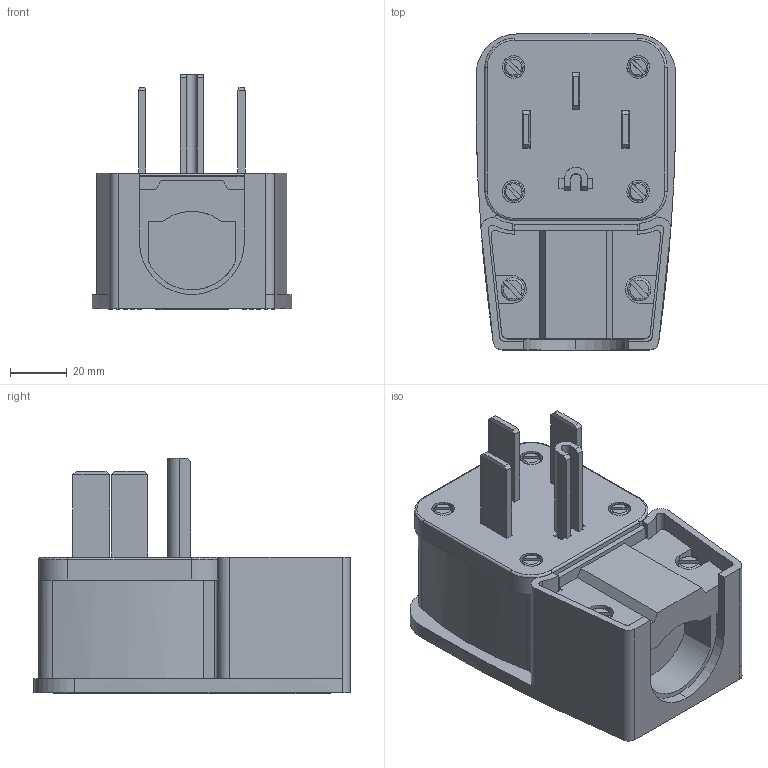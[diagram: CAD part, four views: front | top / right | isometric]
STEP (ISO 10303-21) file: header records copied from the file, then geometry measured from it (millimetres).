
FILE_DESCRIPTION (( 'STEP AP214' ), '1' );
FILE_NAME ('ORC5651-M01.STEP', '2024-11-27T15:13:49', ( '' ), ( '' ), 'SwSTEP 2.0', 'SolidWorks 2024', '' );
FILE_SCHEMA (( 'AUTOMOTIVE_DESIGN' ));
Length unit declared in the file: millimetre
Products named in the file (1): ORC5651-M01
Bounding box: 70.26 x 111.06 x 82.73 mm (x, y, z)
Surface area: 42953.2 mm2 (no closed solid volume)
Topology: 0 solids, 1 shells, 449 faces, 1192 edges, 787 vertices
Faces by surface type: plane 270, cylinder 117, bspline 62
Entity records: 17374 total; most frequent: CARTESIAN_POINT 6815, ORIENTED_EDGE 2380, DIRECTION 1835, EDGE_CURVE 1192, VERTEX_POINT 788, VECTOR 759, LINE 759, AXIS2_PLACEMENT_3D 538
